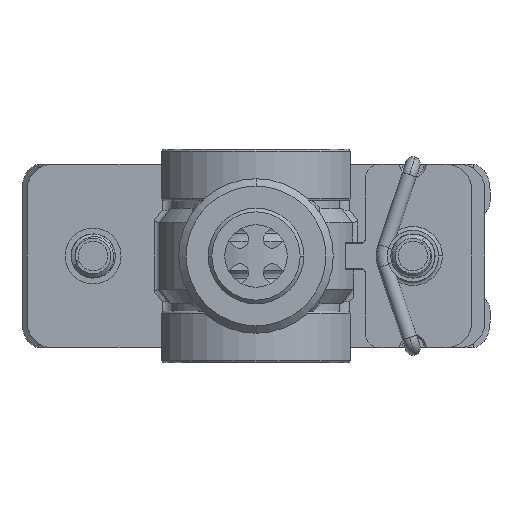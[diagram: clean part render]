
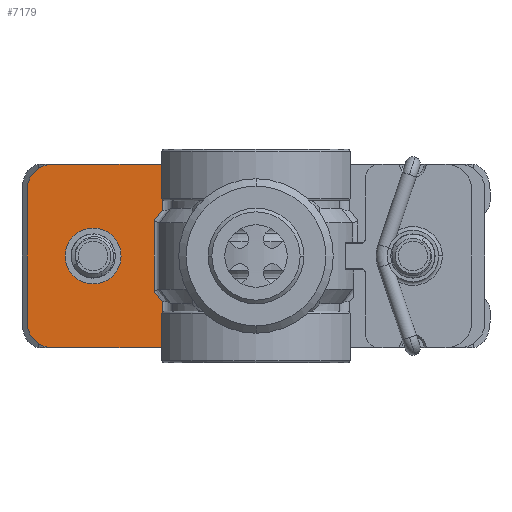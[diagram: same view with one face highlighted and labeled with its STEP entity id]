
A CAD part, front view. The second image highlights one B-rep face of the part: STEP entity #7179.
In plain terms, the highlighted planar face has unit normal (0, -1, 0).
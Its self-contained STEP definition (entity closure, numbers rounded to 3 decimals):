
#421 = CARTESIAN_POINT ( 'NONE',  ( -13.875, -4.25, -4.762 ) ) ;
#1268 = DIRECTION ( 'NONE',  ( 0., 0., -1. ) ) ;
#1591 = CARTESIAN_POINT ( 'NONE',  ( -12.765, -4.25, -12.5 ) ) ;
#1675 = CARTESIAN_POINT ( 'NONE',  ( -13.015, -4.25, -5.859 ) ) ;
#2631 = VECTOR ( 'NONE', #24789, 1000. ) ;
#3043 = VECTOR ( 'NONE', #16360, 1000. ) ;
#3249 = VECTOR ( 'NONE', #7736, 1000. ) ;
#3497 = EDGE_LOOP ( 'NONE', ( #8621, #10097 ) ) ;
#3707 = DIRECTION ( 'NONE',  ( 0., -1., 0. ) ) ;
#4023 = ORIENTED_EDGE ( 'NONE', *, *, #16810, .F. ) ;
#4063 = CIRCLE ( 'NONE', #14126, 3.8 ) ;
#4161 = CARTESIAN_POINT ( 'NONE',  ( -13.266, -4.25, 5.54 ) ) ;
#4338 = VECTOR ( 'NONE', #1268, 1000. ) ;
#4339 = CARTESIAN_POINT ( 'NONE',  ( -13.756, -4.25, -4.915 ) ) ;
#4838 = EDGE_CURVE ( 'NONE', #23197, #9633, #19666, .T. ) ;
#5197 = VERTEX_POINT ( 'NONE', #15404 ) ;
#5481 = EDGE_CURVE ( 'NONE', #28024, #28491, #20313, .T. ) ;
#5534 = CARTESIAN_POINT ( 'NONE',  ( -27.651, -4.25, 9. ) ) ;
#6167 = CARTESIAN_POINT ( 'NONE',  ( -13.516, -4.25, 5.221 ) ) ;
#6245 = CARTESIAN_POINT ( 'NONE',  ( -31.151, -4.25, 12.5 ) ) ;
#6307 = DIRECTION ( 'NONE',  ( 0., 0., 1. ) ) ;
#6322 = AXIS2_PLACEMENT_3D ( 'NONE', #6499, #26707, #31699 ) ;
#6326 = EDGE_CURVE ( 'NONE', #9633, #7187, #24951, .T. ) ;
#6499 = CARTESIAN_POINT ( 'NONE',  ( -22.151, -4.25, 0. ) ) ;
#6652 = CARTESIAN_POINT ( 'NONE',  ( -13.636, -4.25, 5.068 ) ) ;
#6676 = ORIENTED_EDGE ( 'NONE', *, *, #31316, .T. ) ;
#6956 = VERTEX_POINT ( 'NONE', #23171 ) ;
#7179 = ADVANCED_FACE ( 'NONE', ( #19647, #19485 ), #31946, .F. ) ;
#7187 = VERTEX_POINT ( 'NONE', #1591 ) ;
#7736 = DIRECTION ( 'NONE',  ( 0., 0., 1. ) ) ;
#8111 = CARTESIAN_POINT ( 'NONE',  ( -22.151, -4.25, 3.8 ) ) ;
#8384 = CIRCLE ( 'NONE', #25300, 3.5 ) ;
#8621 = ORIENTED_EDGE ( 'NONE', *, *, #14846, .T. ) ;
#9096 = ORIENTED_EDGE ( 'NONE', *, *, #4838, .T. ) ;
#9385 = B_SPLINE_CURVE_WITH_KNOTS ( 'NONE', 3,
 ( #14294, #1675, #11817, #19084, #26718, #4339, #31707 ),
 .UNSPECIFIED., .F., .F.,
 ( 4, 3, 4 ),
 ( 0., 0.001, 0.002 ),
 .UNSPECIFIED. ) ;
#9633 = VERTEX_POINT ( 'NONE', #21465 ) ;
#10097 = ORIENTED_EDGE ( 'NONE', *, *, #20076, .T. ) ;
#10581 = CIRCLE ( 'NONE', #6322, 3.8 ) ;
#10634 = CARTESIAN_POINT ( 'NONE',  ( -12.765, -4.25, -6.177 ) ) ;
#10739 = EDGE_CURVE ( 'NONE', #6956, #5197, #11018, .T. ) ;
#10743 = EDGE_CURVE ( 'NONE', #27740, #12537, #8384, .T. ) ;
#11018 = LINE ( 'NONE', #23744, #26892 ) ;
#11817 = CARTESIAN_POINT ( 'NONE',  ( -13.266, -4.25, -5.54 ) ) ;
#12455 = ORIENTED_EDGE ( 'NONE', *, *, #13343, .T. ) ;
#12537 = VERTEX_POINT ( 'NONE', #23351 ) ;
#13343 = EDGE_CURVE ( 'NONE', #28491, #5197, #22279, .T. ) ;
#13364 = AXIS2_PLACEMENT_3D ( 'NONE', #19370, #26526, #6307 ) ;
#13950 = EDGE_LOOP ( 'NONE', ( #20098, #6676, #32429, #12455, #32285, #4023, #25240, #23802, #9096, #29230 ) ) ;
#13966 = CARTESIAN_POINT ( 'NONE',  ( -12.765, -4.25, 6.177 ) ) ;
#14126 = AXIS2_PLACEMENT_3D ( 'NONE', #20504, #23495, #23335 ) ;
#14283 = CARTESIAN_POINT ( 'NONE',  ( -13.015, -4.25, 5.859 ) ) ;
#14294 = CARTESIAN_POINT ( 'NONE',  ( -12.765, -4.25, -6.177 ) ) ;
#14846 = EDGE_CURVE ( 'NONE', #22774, #18734, #4063, .T. ) ;
#15404 = CARTESIAN_POINT ( 'NONE',  ( -12.765, -4.25, 6.177 ) ) ;
#16360 = DIRECTION ( 'NONE',  ( 1., 0., 0. ) ) ;
#16810 = EDGE_CURVE ( 'NONE', #27740, #6956, #28957, .T. ) ;
#17046 = CARTESIAN_POINT ( 'NONE',  ( -22.151, -4.25, -3.8 ) ) ;
#18067 = EDGE_CURVE ( 'NONE', #12537, #23197, #18999, .T. ) ;
#18335 = CARTESIAN_POINT ( 'NONE',  ( -13.875, -4.25, 12.5 ) ) ;
#18415 = VECTOR ( 'NONE', #21641, 1000. ) ;
#18734 = VERTEX_POINT ( 'NONE', #17046 ) ;
#18999 = LINE ( 'NONE', #26949, #18415 ) ;
#19084 = CARTESIAN_POINT ( 'NONE',  ( -13.516, -4.25, -5.221 ) ) ;
#19370 = CARTESIAN_POINT ( 'NONE',  ( -27.651, -4.25, -9. ) ) ;
#19466 = CARTESIAN_POINT ( 'NONE',  ( -12.765, -4.25, 12.5 ) ) ;
#19485 = FACE_BOUND ( 'NONE', #3497, .T. ) ;
#19647 = FACE_OUTER_BOUND ( 'NONE', #13950, .T. ) ;
#19666 = CIRCLE ( 'NONE', #13364, 3.5 ) ;
#20076 = EDGE_CURVE ( 'NONE', #18734, #22774, #10581, .T. ) ;
#20098 = ORIENTED_EDGE ( 'NONE', *, *, #25297, .F. ) ;
#20313 = LINE ( 'NONE', #18335, #3249 ) ;
#20504 = CARTESIAN_POINT ( 'NONE',  ( -22.151, -4.25, 0. ) ) ;
#20962 = CARTESIAN_POINT ( 'NONE',  ( -13.875, -4.25, 4.762 ) ) ;
#21085 = DIRECTION ( 'NONE',  ( 0., 0., -1. ) ) ;
#21251 = CARTESIAN_POINT ( 'NONE',  ( -31.151, -4.25, -9. ) ) ;
#21465 = CARTESIAN_POINT ( 'NONE',  ( -27.651, -4.25, -12.5 ) ) ;
#21641 = DIRECTION ( 'NONE',  ( 0., 0., -1. ) ) ;
#22234 = AXIS2_PLACEMENT_3D ( 'NONE', #32109, #24303, #29613 ) ;
#22279 = B_SPLINE_CURVE_WITH_KNOTS ( 'NONE', 3,
 ( #28878, #29361, #6652, #6167, #4161, #14283, #13966 ),
 .UNSPECIFIED., .F., .F.,
 ( 4, 3, 4 ),
 ( 0., 0.001, 0.002 ),
 .UNSPECIFIED. ) ;
#22774 = VERTEX_POINT ( 'NONE', #8111 ) ;
#23171 = CARTESIAN_POINT ( 'NONE',  ( -12.765, -4.25, 12.5 ) ) ;
#23197 = VERTEX_POINT ( 'NONE', #21251 ) ;
#23335 = DIRECTION ( 'NONE',  ( 0., 0., 1. ) ) ;
#23351 = CARTESIAN_POINT ( 'NONE',  ( -31.151, -4.25, 9. ) ) ;
#23495 = DIRECTION ( 'NONE',  ( 0., 1., 0. ) ) ;
#23744 = CARTESIAN_POINT ( 'NONE',  ( -12.765, -4.25, 12.5 ) ) ;
#23802 = ORIENTED_EDGE ( 'NONE', *, *, #18067, .T. ) ;
#24303 = DIRECTION ( 'NONE',  ( 0., 1., 0. ) ) ;
#24789 = DIRECTION ( 'NONE',  ( 1., 0., 0. ) ) ;
#24951 = LINE ( 'NONE', #27443, #2631 ) ;
#25240 = ORIENTED_EDGE ( 'NONE', *, *, #10743, .T. ) ;
#25297 = EDGE_CURVE ( 'NONE', #27171, #7187, #32093, .T. ) ;
#25300 = AXIS2_PLACEMENT_3D ( 'NONE', #5534, #3707, #26083 ) ;
#26083 = DIRECTION ( 'NONE',  ( 0., 0., 1. ) ) ;
#26526 = DIRECTION ( 'NONE',  ( 0., -1., 0. ) ) ;
#26707 = DIRECTION ( 'NONE',  ( 0., 1., 0. ) ) ;
#26718 = CARTESIAN_POINT ( 'NONE',  ( -13.636, -4.25, -5.068 ) ) ;
#26892 = VECTOR ( 'NONE', #21085, 1000. ) ;
#26949 = CARTESIAN_POINT ( 'NONE',  ( -31.151, -4.25, 12.5 ) ) ;
#27171 = VERTEX_POINT ( 'NONE', #10634 ) ;
#27443 = CARTESIAN_POINT ( 'NONE',  ( -31.151, -4.25, -12.5 ) ) ;
#27740 = VERTEX_POINT ( 'NONE', #29609 ) ;
#28024 = VERTEX_POINT ( 'NONE', #421 ) ;
#28491 = VERTEX_POINT ( 'NONE', #20962 ) ;
#28878 = CARTESIAN_POINT ( 'NONE',  ( -13.875, -4.25, 4.762 ) ) ;
#28957 = LINE ( 'NONE', #6245, #3043 ) ;
#29230 = ORIENTED_EDGE ( 'NONE', *, *, #6326, .T. ) ;
#29361 = CARTESIAN_POINT ( 'NONE',  ( -13.756, -4.25, 4.915 ) ) ;
#29609 = CARTESIAN_POINT ( 'NONE',  ( -27.651, -4.25, 12.5 ) ) ;
#29613 = DIRECTION ( 'NONE',  ( 0., 0., 1. ) ) ;
#31316 = EDGE_CURVE ( 'NONE', #27171, #28024, #9385, .T. ) ;
#31699 = DIRECTION ( 'NONE',  ( 0., 0., 1. ) ) ;
#31707 = CARTESIAN_POINT ( 'NONE',  ( -13.875, -4.25, -4.762 ) ) ;
#31946 = PLANE ( 'NONE',  #22234 ) ;
#32093 = LINE ( 'NONE', #19466, #4338 ) ;
#32109 = CARTESIAN_POINT ( 'NONE',  ( -31.151, -4.25, 12.5 ) ) ;
#32285 = ORIENTED_EDGE ( 'NONE', *, *, #10739, .F. ) ;
#32429 = ORIENTED_EDGE ( 'NONE', *, *, #5481, .T. ) ;
